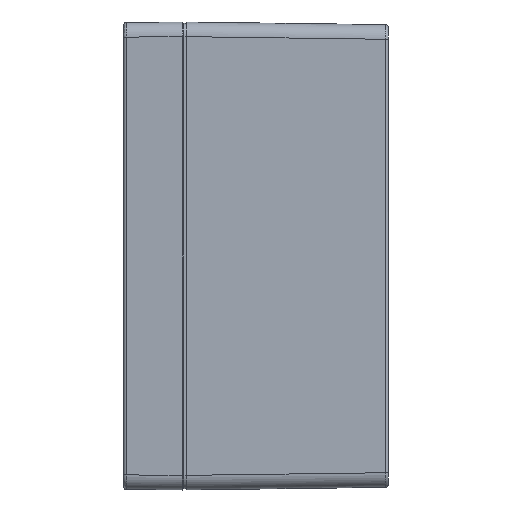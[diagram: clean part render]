
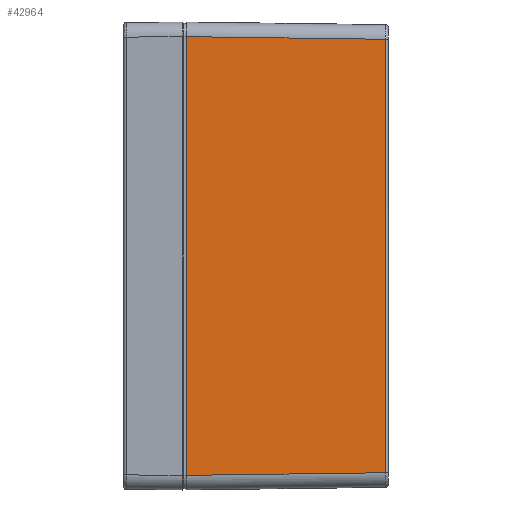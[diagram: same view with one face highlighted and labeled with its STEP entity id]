
A CAD part, left-side view. The second image highlights one B-rep face of the part: STEP entity #42964.
In plain terms, the highlighted planar face has unit normal (-1, -0.013, 0).
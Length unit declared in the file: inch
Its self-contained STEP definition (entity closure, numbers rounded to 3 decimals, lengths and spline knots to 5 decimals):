
#176 = FACE_OUTER_BOUND ( 'NONE', #11487, .T. ) ;
#408 = LINE ( 'NONE', #16545, #4835 ) ;
#701 = DIRECTION ( 'NONE',  ( 0., 0., -1. ) ) ;
#1104 = VERTEX_POINT ( 'NONE', #37832 ) ;
#1925 = CARTESIAN_POINT ( 'NONE',  ( -0.46538, -2.71705, -0.24503 ) ) ;
#1932 = ORIENTED_EDGE ( 'NONE', *, *, #11949, .T. ) ;
#3332 = LINE ( 'NONE', #43584, #14823 ) ;
#3732 = LINE ( 'NONE', #11864, #25796 ) ;
#4835 = VECTOR ( 'NONE', #48902, 39.37008 ) ;
#7820 = VERTEX_POINT ( 'NONE', #1925 ) ;
#9568 = LINE ( 'NONE', #33763, #11853 ) ;
#11487 = EDGE_LOOP ( 'NONE', ( #24237, #1932, #38743, #31449 ) ) ;
#11853 = VECTOR ( 'NONE', #34010, 39.37008 ) ;
#11864 = CARTESIAN_POINT ( 'NONE',  ( -0.48291, -1.37754, -0.26256 ) ) ;
#11949 = EDGE_CURVE ( 'NONE', #1104, #45860, #9568, .T. ) ;
#14823 = VECTOR ( 'NONE', #39896, 39.37008 ) ;
#15107 = DIRECTION ( 'NONE',  ( -0.013, 1., -0.013 ) ) ;
#16309 = CARTESIAN_POINT ( 'NONE',  ( -0.50043, -0.03937, 5.62444 ) ) ;
#16545 = CARTESIAN_POINT ( 'NONE',  ( -0.50043, -0.03937, 2.67218 ) ) ;
#21797 = EDGE_CURVE ( 'NONE', #1104, #7820, #3332, .T. ) ;
#24237 = ORIENTED_EDGE ( 'NONE', *, *, #21797, .F. ) ;
#24537 = DIRECTION ( 'NONE',  ( -1., -0.013, 0. ) ) ;
#25796 = VECTOR ( 'NONE', #15107, 39.37008 ) ;
#31449 = ORIENTED_EDGE ( 'NONE', *, *, #39686, .F. ) ;
#33763 = CARTESIAN_POINT ( 'NONE',  ( -0.46538, -2.71705, 5.58938 ) ) ;
#34010 = DIRECTION ( 'NONE',  ( -0.013, 1., 0.013 ) ) ;
#36047 = VERTEX_POINT ( 'NONE', #42132 ) ;
#37009 = PLANE ( 'NONE',  #40878 ) ;
#37832 = CARTESIAN_POINT ( 'NONE',  ( -0.46538, -2.71705, 5.58938 ) ) ;
#38743 = ORIENTED_EDGE ( 'NONE', *, *, #46461, .T. ) ;
#39686 = EDGE_CURVE ( 'NONE', #7820, #36047, #3732, .T. ) ;
#39896 = DIRECTION ( 'NONE',  ( 0., 0., -1. ) ) ;
#40878 = AXIS2_PLACEMENT_3D ( 'NONE', #16309, #24537, #701 ) ;
#42132 = CARTESIAN_POINT ( 'NONE',  ( -0.50043, -0.03937, -0.28008 ) ) ;
#42964 = ADVANCED_FACE ( 'NONE', ( #176 ), #37009, .T. ) ;
#43584 = CARTESIAN_POINT ( 'NONE',  ( -0.46538, -2.71705, 2.67218 ) ) ;
#45860 = VERTEX_POINT ( 'NONE', #46754 ) ;
#46461 = EDGE_CURVE ( 'NONE', #45860, #36047, #408, .T. ) ;
#46754 = CARTESIAN_POINT ( 'NONE',  ( -0.50043, -0.03937, 5.62444 ) ) ;
#48902 = DIRECTION ( 'NONE',  ( 0., 0., -1. ) ) ;
